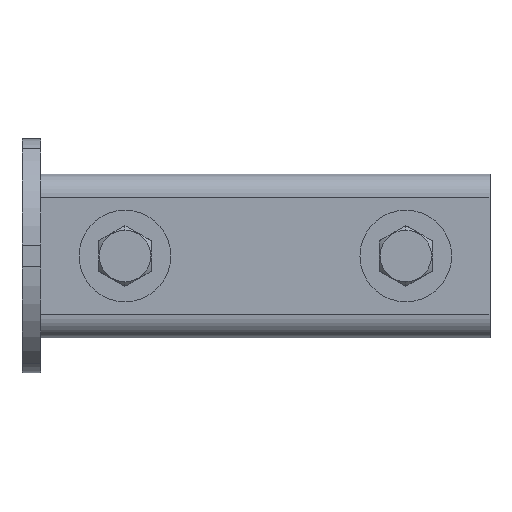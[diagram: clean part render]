
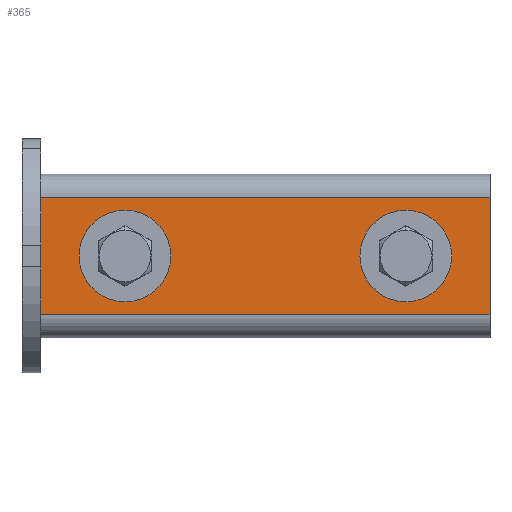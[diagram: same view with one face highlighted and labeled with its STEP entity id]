
A CAD part, front view. The second image highlights one B-rep face of the part: STEP entity #365.
In plain terms, the highlighted planar face has unit normal (0, -1, 0).
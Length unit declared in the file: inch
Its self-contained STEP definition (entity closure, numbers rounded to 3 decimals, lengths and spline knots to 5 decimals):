
#180 = DIRECTION ( 'NONE',  ( 0., 0., -1. ) ) ;
#219 = CARTESIAN_POINT ( 'NONE',  ( 0.70866, -0.62992, -0.15748 ) ) ;
#233 = ORIENTED_EDGE ( 'NONE', *, *, #2132, .T. ) ;
#307 = ORIENTED_EDGE ( 'NONE', *, *, #3629, .F. ) ;
#365 = ADVANCED_FACE ( 'NONE', ( #3775, #4149, #1568 ), #3814, .T. ) ;
#435 = LINE ( 'NONE', #2019, #3809 ) ;
#496 = CARTESIAN_POINT ( 'NONE',  ( 3.07087, -0.62992, 0.15748 ) ) ;
#563 = DIRECTION ( 'NONE',  ( 0., -1., 0. ) ) ;
#614 = VERTEX_POINT ( 'NONE', #1364 ) ;
#703 = DIRECTION ( 'NONE',  ( 0., -1., 0. ) ) ;
#709 = CIRCLE ( 'NONE', #3128, 0.15748 ) ;
#734 = DIRECTION ( 'NONE',  ( -1., 0., 0. ) ) ;
#808 = CARTESIAN_POINT ( 'NONE',  ( 3.77953, -0.62992, 0.49213 ) ) ;
#851 = EDGE_CURVE ( 'NONE', #2830, #4159, #1458, .T. ) ;
#890 = LINE ( 'NONE', #3172, #2699 ) ;
#1018 = CARTESIAN_POINT ( 'NONE',  ( 3.07087, -0.62992, 0. ) ) ;
#1035 = ORIENTED_EDGE ( 'NONE', *, *, #851, .F. ) ;
#1088 = ORIENTED_EDGE ( 'NONE', *, *, #1912, .F. ) ;
#1151 = ORIENTED_EDGE ( 'NONE', *, *, #3924, .F. ) ;
#1360 = DIRECTION ( 'NONE',  ( 0., 0., -1. ) ) ;
#1364 = CARTESIAN_POINT ( 'NONE',  ( 0., -0.62992, 0.49213 ) ) ;
#1458 = LINE ( 'NONE', #808, #2389 ) ;
#1568 = FACE_OUTER_BOUND ( 'NONE', #2444, .T. ) ;
#1623 = EDGE_LOOP ( 'NONE', ( #2793, #2105 ) ) ;
#1813 = EDGE_CURVE ( 'NONE', #2733, #3150, #1913, .T. ) ;
#1823 = CARTESIAN_POINT ( 'NONE',  ( 3.07087, -0.62992, 0. ) ) ;
#1835 = AXIS2_PLACEMENT_3D ( 'NONE', #2858, #563, #2214 ) ;
#1912 = EDGE_CURVE ( 'NONE', #4159, #2556, #3601, .T. ) ;
#1913 = CIRCLE ( 'NONE', #2259, 0.15748 ) ;
#2018 = ORIENTED_EDGE ( 'NONE', *, *, #2200, .F. ) ;
#2019 = CARTESIAN_POINT ( 'NONE',  ( 3.77953, -0.62992, 0.49213 ) ) ;
#2097 = CARTESIAN_POINT ( 'NONE',  ( 3.77953, -0.62992, -0.49213 ) ) ;
#2105 = ORIENTED_EDGE ( 'NONE', *, *, #1813, .F. ) ;
#2132 = EDGE_CURVE ( 'NONE', #2830, #614, #435, .T. ) ;
#2200 = EDGE_CURVE ( 'NONE', #3761, #4052, #709, .T. ) ;
#2214 = DIRECTION ( 'NONE',  ( 0., 0., -1. ) ) ;
#2240 = DIRECTION ( 'NONE',  ( -1., 0., 0. ) ) ;
#2259 = AXIS2_PLACEMENT_3D ( 'NONE', #3481, #3139, #3780 ) ;
#2288 = CIRCLE ( 'NONE', #2968, 0.15748 ) ;
#2389 = VECTOR ( 'NONE', #4092, 39.37008 ) ;
#2444 = EDGE_LOOP ( 'NONE', ( #1151, #1088, #1035, #233 ) ) ;
#2556 = VERTEX_POINT ( 'NONE', #2701 ) ;
#2560 = DIRECTION ( 'NONE',  ( 0., 0., 1. ) ) ;
#2617 = DIRECTION ( 'NONE',  ( 0., -1., 0. ) ) ;
#2699 = VECTOR ( 'NONE', #2560, 39.37008 ) ;
#2701 = CARTESIAN_POINT ( 'NONE',  ( 0., -0.62992, -0.49213 ) ) ;
#2733 = VERTEX_POINT ( 'NONE', #219 ) ;
#2772 = AXIS2_PLACEMENT_3D ( 'NONE', #3954, #703, #3615 ) ;
#2793 = ORIENTED_EDGE ( 'NONE', *, *, #3975, .F. ) ;
#2830 = VERTEX_POINT ( 'NONE', #3290 ) ;
#2858 = CARTESIAN_POINT ( 'NONE',  ( 3.77953, -0.62992, -0.49213 ) ) ;
#2968 = AXIS2_PLACEMENT_3D ( 'NONE', #1018, #2617, #1360 ) ;
#3114 = CIRCLE ( 'NONE', #2772, 0.15748 ) ;
#3128 = AXIS2_PLACEMENT_3D ( 'NONE', #1823, #3774, #180 ) ;
#3138 = EDGE_LOOP ( 'NONE', ( #2018, #307 ) ) ;
#3139 = DIRECTION ( 'NONE',  ( 0., -1., 0. ) ) ;
#3150 = VERTEX_POINT ( 'NONE', #3846 ) ;
#3172 = CARTESIAN_POINT ( 'NONE',  ( 0., -0.62992, -0.49213 ) ) ;
#3273 = CARTESIAN_POINT ( 'NONE',  ( 3.07087, -0.62992, -0.15748 ) ) ;
#3290 = CARTESIAN_POINT ( 'NONE',  ( 3.77953, -0.62992, 0.49213 ) ) ;
#3481 = CARTESIAN_POINT ( 'NONE',  ( 0.70866, -0.62992, 0. ) ) ;
#3601 = LINE ( 'NONE', #3860, #4209 ) ;
#3615 = DIRECTION ( 'NONE',  ( 0., 0., -1. ) ) ;
#3629 = EDGE_CURVE ( 'NONE', #4052, #3761, #2288, .T. ) ;
#3761 = VERTEX_POINT ( 'NONE', #496 ) ;
#3774 = DIRECTION ( 'NONE',  ( 0., -1., 0. ) ) ;
#3775 = FACE_BOUND ( 'NONE', #3138, .T. ) ;
#3780 = DIRECTION ( 'NONE',  ( 0., 0., -1. ) ) ;
#3809 = VECTOR ( 'NONE', #734, 39.37008 ) ;
#3814 = PLANE ( 'NONE',  #1835 ) ;
#3846 = CARTESIAN_POINT ( 'NONE',  ( 0.70866, -0.62992, 0.15748 ) ) ;
#3860 = CARTESIAN_POINT ( 'NONE',  ( 3.77953, -0.62992, -0.49213 ) ) ;
#3924 = EDGE_CURVE ( 'NONE', #2556, #614, #890, .T. ) ;
#3954 = CARTESIAN_POINT ( 'NONE',  ( 0.70866, -0.62992, 0. ) ) ;
#3975 = EDGE_CURVE ( 'NONE', #3150, #2733, #3114, .T. ) ;
#4052 = VERTEX_POINT ( 'NONE', #3273 ) ;
#4092 = DIRECTION ( 'NONE',  ( 0., 0., -1. ) ) ;
#4149 = FACE_BOUND ( 'NONE', #1623, .T. ) ;
#4159 = VERTEX_POINT ( 'NONE', #2097 ) ;
#4209 = VECTOR ( 'NONE', #2240, 39.37008 ) ;
